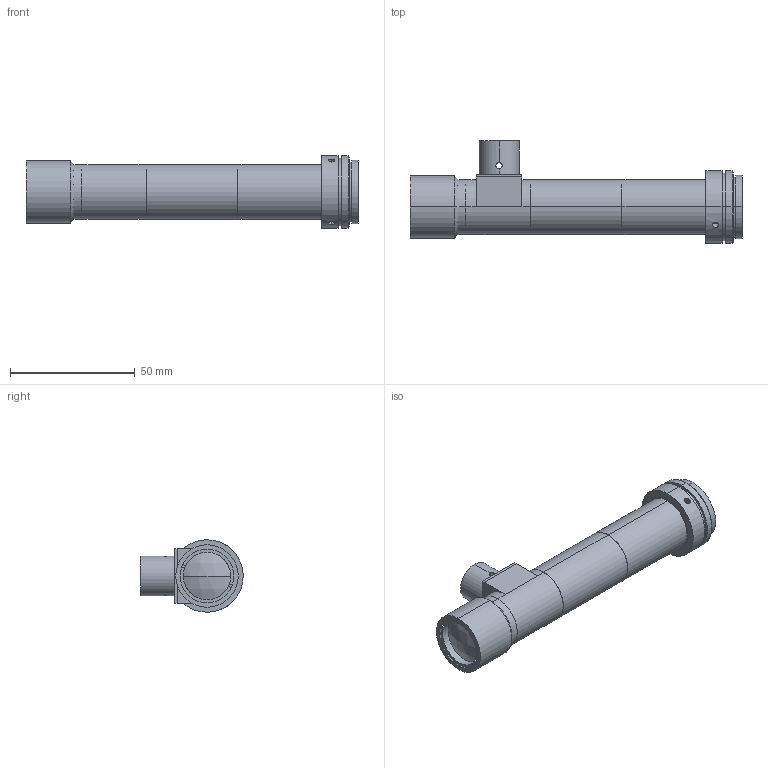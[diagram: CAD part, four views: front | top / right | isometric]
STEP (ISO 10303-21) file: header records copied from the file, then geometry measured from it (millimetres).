
FILE_DESCRIPTION (( 'STEP AP203' ), '1' );
FILE_NAME ('XF-MT6X65D-蚾饜极-20160406V5.STEP', '2016-04-11T02:53:43', ( 'cherishsunshine' ), ( '' ), 'SwSTEP 2.0', 'SolidWorks 2014', '' );
FILE_SCHEMA (( 'CONFIG_CONTROL_DESIGN' ));
Length unit declared in the file: millimetre
Products named in the file (1): XF-MT6X65D-蚾饜极-20160406V5
Bounding box: 132.82 x 41 x 29 mm (x, y, z)
Surface area: 17467.7 mm2 (no closed solid volume)
Topology: 0 solids, 9 shells, 112 faces, 284 edges, 187 vertices
Faces by surface type: cylinder 69, plane 35, cone 6, sphere 2
Entity records: 3851 total; most frequent: CARTESIAN_POINT 972, DIRECTION 636, ORIENTED_EDGE 508, EDGE_CURVE 284, AXIS2_PLACEMENT_3D 259, VERTEX_POINT 187, CIRCLE 146, EDGE_LOOP 145
